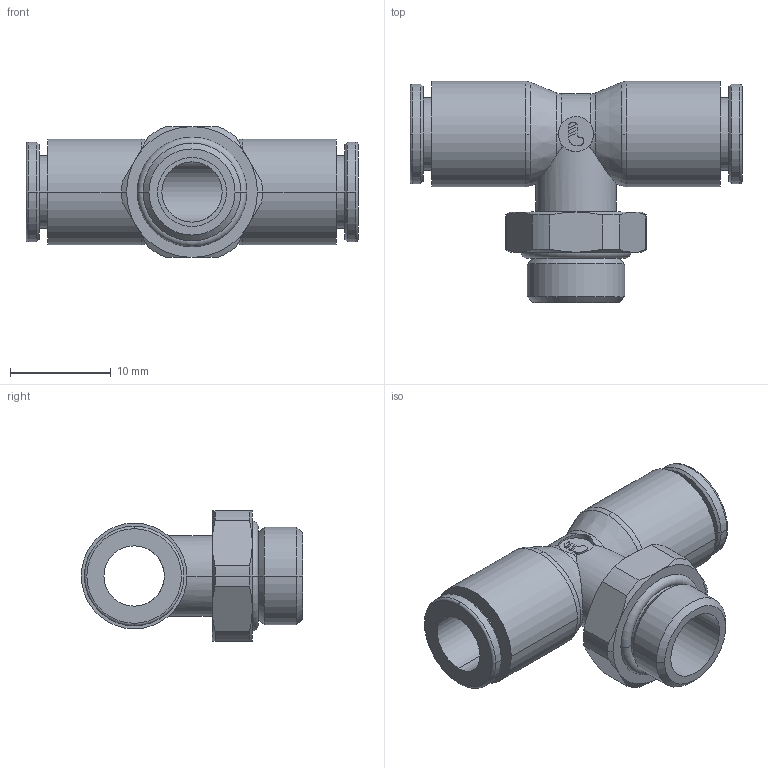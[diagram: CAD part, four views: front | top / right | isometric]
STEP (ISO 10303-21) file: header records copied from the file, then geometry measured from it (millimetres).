
FILE_DESCRIPTION(('STEP AP214'),'1');
FILE_NAME('3198_06_10.stp','2016-07-07T14:59:58',('TraceParts'),('TraceParts S.A.'),'Spatial InterOp 3D',' ',' ');
FILE_SCHEMA(('automotive_design'));
Length unit declared in the file: millimetre
Products named in the file (1): 1
Bounding box: 33 x 22 x 13 mm (x, y, z)
Volume: 2260.2 mm3; surface area: 2772.8 mm2
Topology: 1 solids, 1 shells, 122 faces, 303 edges, 192 vertices
Faces by surface type: cylinder 45, plane 33, cone 28, torus 16
Entity records: 4011 total; most frequent: CARTESIAN_POINT 1044, DIRECTION 668, ORIENTED_EDGE 606, EDGE_CURVE 303, AXIS2_PLACEMENT_3D 282, VERTEX_POINT 192, CIRCLE 151, EDGE_LOOP 135
